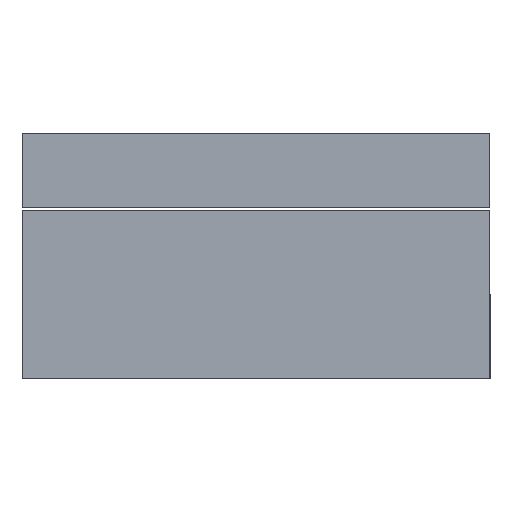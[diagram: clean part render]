
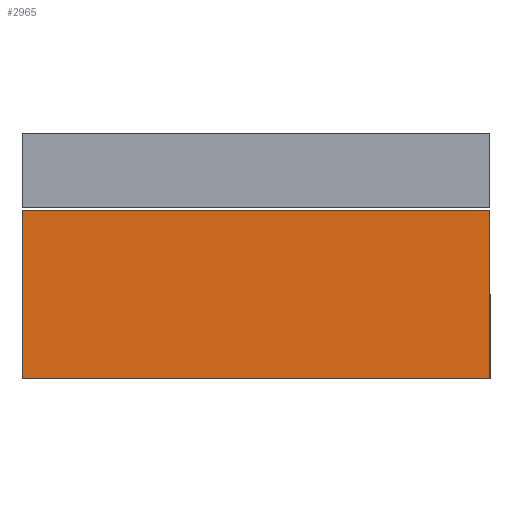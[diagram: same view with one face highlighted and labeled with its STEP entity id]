
A CAD part, left-side view. The second image highlights one B-rep face of the part: STEP entity #2965.
In plain terms, the highlighted planar face has unit normal (-1, 0, 0).
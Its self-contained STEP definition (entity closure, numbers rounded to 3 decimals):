
#141 = PLANE('',#142);
#142 = AXIS2_PLACEMENT_3D('',#143,#144,#145);
#143 = CARTESIAN_POINT('',(15.904,-4.104,0.));
#144 = DIRECTION('',(0.,-1.,0.));
#145 = DIRECTION('',(0.,0.,-1.));
#773 = PLANE('',#774);
#774 = AXIS2_PLACEMENT_3D('',#775,#776,#777);
#775 = CARTESIAN_POINT('',(5.004,-1.575,0.));
#776 = DIRECTION('',(0.,0.,1.));
#777 = DIRECTION('',(1.,0.,0.));
#944 = VERTEX_POINT('',#945);
#945 = CARTESIAN_POINT('',(-5.896,-4.104,0.));
#966 = EDGE_CURVE('',#967,#944,#969,.T.);
#967 = VERTEX_POINT('',#968);
#968 = CARTESIAN_POINT('',(-5.896,1.596,0.));
#969 = SURFACE_CURVE('',#970,(#974,#981),.PCURVE_S1.);
#970 = LINE('',#971,#972);
#971 = CARTESIAN_POINT('',(-5.896,1.596,0.));
#972 = VECTOR('',#973,1.);
#973 = DIRECTION('',(0.,-1.,0.));
#974 = PCURVE('',#773,#975);
#975 = DEFINITIONAL_REPRESENTATION('',(#976),#980);
#976 = LINE('',#977,#978);
#977 = CARTESIAN_POINT('',(-10.9,3.171));
#978 = VECTOR('',#979,1.);
#979 = DIRECTION('',(0.,-1.));
#980 = ( GEOMETRIC_REPRESENTATION_CONTEXT(2) 
PARAMETRIC_REPRESENTATION_CONTEXT() REPRESENTATION_CONTEXT('2D SPACE',''
  ) );
#981 = PCURVE('',#982,#987);
#982 = PLANE('',#983);
#983 = AXIS2_PLACEMENT_3D('',#984,#985,#986);
#984 = CARTESIAN_POINT('',(-5.896,-4.104,0.));
#985 = DIRECTION('',(-1.,0.,0.));
#986 = DIRECTION('',(0.,0.,1.));
#987 = DEFINITIONAL_REPRESENTATION('',(#988),#992);
#988 = LINE('',#989,#990);
#989 = CARTESIAN_POINT('',(0.,5.7));
#990 = VECTOR('',#991,1.);
#991 = DIRECTION('',(0.,-1.));
#992 = ( GEOMETRIC_REPRESENTATION_CONTEXT(2) 
PARAMETRIC_REPRESENTATION_CONTEXT() REPRESENTATION_CONTEXT('2D SPACE',''
  ) );
#1010 = PLANE('',#1011);
#1011 = AXIS2_PLACEMENT_3D('',#1012,#1013,#1014);
#1012 = CARTESIAN_POINT('',(-5.896,1.596,0.));
#1013 = DIRECTION('',(0.,1.,0.));
#1014 = DIRECTION('',(0.,0.,1.));
#1324 = PLANE('',#1325);
#1325 = AXIS2_PLACEMENT_3D('',#1326,#1327,#1328);
#1326 = CARTESIAN_POINT('',(5.004,-1.575,15.8));
#1327 = DIRECTION('',(0.,0.,1.));
#1328 = DIRECTION('',(1.,0.,0.));
#1711 = VERTEX_POINT('',#1712);
#1712 = CARTESIAN_POINT('',(-5.896,1.596,15.8));
#1733 = EDGE_CURVE('',#1734,#1711,#1736,.T.);
#1734 = VERTEX_POINT('',#1735);
#1735 = CARTESIAN_POINT('',(-5.896,-4.104,15.8));
#1736 = SURFACE_CURVE('',#1737,(#1741,#1748),.PCURVE_S1.);
#1737 = LINE('',#1738,#1739);
#1738 = CARTESIAN_POINT('',(-5.896,-4.104,15.8));
#1739 = VECTOR('',#1740,1.);
#1740 = DIRECTION('',(0.,1.,0.));
#1741 = PCURVE('',#1324,#1742);
#1742 = DEFINITIONAL_REPRESENTATION('',(#1743),#1747);
#1743 = LINE('',#1744,#1745);
#1744 = CARTESIAN_POINT('',(-10.9,-2.529));
#1745 = VECTOR('',#1746,1.);
#1746 = DIRECTION('',(0.,1.));
#1747 = ( GEOMETRIC_REPRESENTATION_CONTEXT(2) 
PARAMETRIC_REPRESENTATION_CONTEXT() REPRESENTATION_CONTEXT('2D SPACE',''
  ) );
#1748 = PCURVE('',#982,#1749);
#1749 = DEFINITIONAL_REPRESENTATION('',(#1750),#1754);
#1750 = LINE('',#1751,#1752);
#1751 = CARTESIAN_POINT('',(15.8,0.));
#1752 = VECTOR('',#1753,1.);
#1753 = DIRECTION('',(0.,1.));
#1754 = ( GEOMETRIC_REPRESENTATION_CONTEXT(2) 
PARAMETRIC_REPRESENTATION_CONTEXT() REPRESENTATION_CONTEXT('2D SPACE',''
  ) );
#2595 = EDGE_CURVE('',#967,#1711,#2596,.T.);
#2596 = SURFACE_CURVE('',#2597,(#2601,#2608),.PCURVE_S1.);
#2597 = LINE('',#2598,#2599);
#2598 = CARTESIAN_POINT('',(-5.896,1.596,0.));
#2599 = VECTOR('',#2600,1.);
#2600 = DIRECTION('',(0.,0.,1.));
#2601 = PCURVE('',#1010,#2602);
#2602 = DEFINITIONAL_REPRESENTATION('',(#2603),#2607);
#2603 = LINE('',#2604,#2605);
#2604 = CARTESIAN_POINT('',(0.,0.));
#2605 = VECTOR('',#2606,1.);
#2606 = DIRECTION('',(1.,0.));
#2607 = ( GEOMETRIC_REPRESENTATION_CONTEXT(2) 
PARAMETRIC_REPRESENTATION_CONTEXT() REPRESENTATION_CONTEXT('2D SPACE',''
  ) );
#2608 = PCURVE('',#982,#2609);
#2609 = DEFINITIONAL_REPRESENTATION('',(#2610),#2614);
#2610 = LINE('',#2611,#2612);
#2611 = CARTESIAN_POINT('',(0.,5.7));
#2612 = VECTOR('',#2613,1.);
#2613 = DIRECTION('',(1.,0.));
#2614 = ( GEOMETRIC_REPRESENTATION_CONTEXT(2) 
PARAMETRIC_REPRESENTATION_CONTEXT() REPRESENTATION_CONTEXT('2D SPACE',''
  ) );
#2931 = EDGE_CURVE('',#944,#1734,#2932,.T.);
#2932 = SURFACE_CURVE('',#2933,(#2937,#2944),.PCURVE_S1.);
#2933 = LINE('',#2934,#2935);
#2934 = CARTESIAN_POINT('',(-5.896,-4.104,0.));
#2935 = VECTOR('',#2936,1.);
#2936 = DIRECTION('',(0.,0.,1.));
#2937 = PCURVE('',#141,#2938);
#2938 = DEFINITIONAL_REPRESENTATION('',(#2939),#2943);
#2939 = LINE('',#2940,#2941);
#2940 = CARTESIAN_POINT('',(0.,-21.8));
#2941 = VECTOR('',#2942,1.);
#2942 = DIRECTION('',(-1.,0.));
#2943 = ( GEOMETRIC_REPRESENTATION_CONTEXT(2) 
PARAMETRIC_REPRESENTATION_CONTEXT() REPRESENTATION_CONTEXT('2D SPACE',''
  ) );
#2944 = PCURVE('',#982,#2945);
#2945 = DEFINITIONAL_REPRESENTATION('',(#2946),#2950);
#2946 = LINE('',#2947,#2948);
#2947 = CARTESIAN_POINT('',(0.,0.));
#2948 = VECTOR('',#2949,1.);
#2949 = DIRECTION('',(1.,0.));
#2950 = ( GEOMETRIC_REPRESENTATION_CONTEXT(2) 
PARAMETRIC_REPRESENTATION_CONTEXT() REPRESENTATION_CONTEXT('2D SPACE',''
  ) );
#2965 = ADVANCED_FACE('',(#2966),#982,.T.);
#2966 = FACE_BOUND('',#2967,.T.);
#2967 = EDGE_LOOP('',(#2968,#2969,#2970,#2971));
#2968 = ORIENTED_EDGE('',*,*,#1733,.T.);
#2969 = ORIENTED_EDGE('',*,*,#2595,.F.);
#2970 = ORIENTED_EDGE('',*,*,#966,.T.);
#2971 = ORIENTED_EDGE('',*,*,#2931,.T.);
